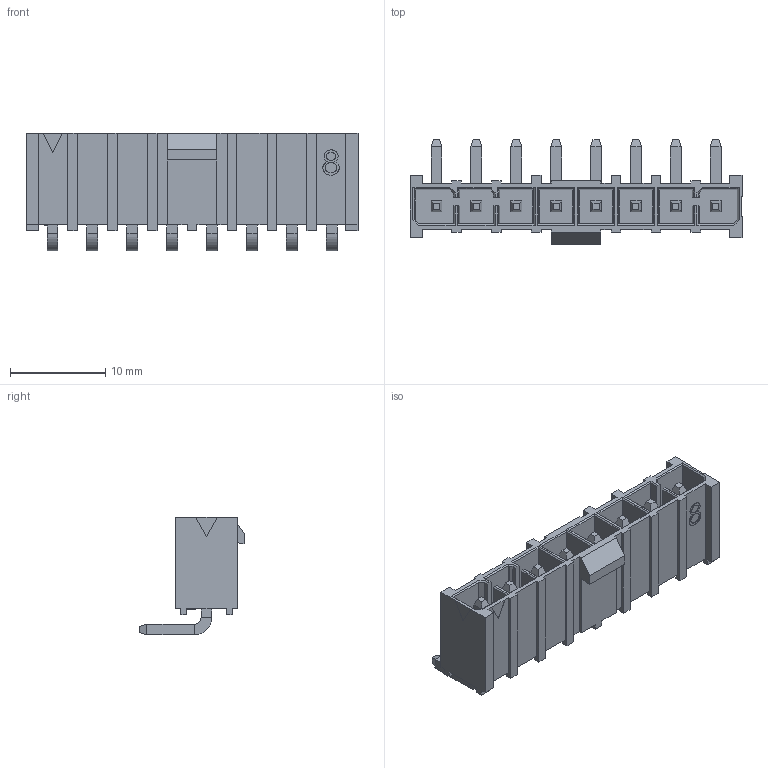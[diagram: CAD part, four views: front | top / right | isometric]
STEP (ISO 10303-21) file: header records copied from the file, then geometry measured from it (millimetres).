
FILE_DESCRIPTION( ('This file contains a STEP AP42 implementation' ,'as created by ZW3D STEP Interface translator.') ,'2;1' );
FILE_NAME( 'WF41901A-1WR08XXB01.stp' ,'24 1 8.171443', (''), ('ZWCAD Software Co.'), 'Version 1.0', 'ZW3D to STEP translator', '' );
FILE_SCHEMA(('AUTOMOTIVE_DESIGN { 1 0 10303 214 1 1 1 1 }'));
Length unit declared in the file: millimetre
Products named in the file (2): 0; WF41901A-1WR08XXB01
Bounding box: 34.87 x 10.99 x 12.39 mm (x, y, z)
Volume: 1101 mm3; surface area: 2831.7 mm2
Topology: 1 solids, 1 shells, 710 faces, 1834 edges, 1168 vertices
Faces by surface type: plane 659, bspline 29, cylinder 22
Entity records: 21891 total; most frequent: CARTESIAN_POINT 4009, ORIENTED_EDGE 3668, DIRECTION 3211, EDGE_CURVE 1834, VECTOR 1759, LINE 1759, VERTEX_POINT 1168, EDGE_LOOP 752
